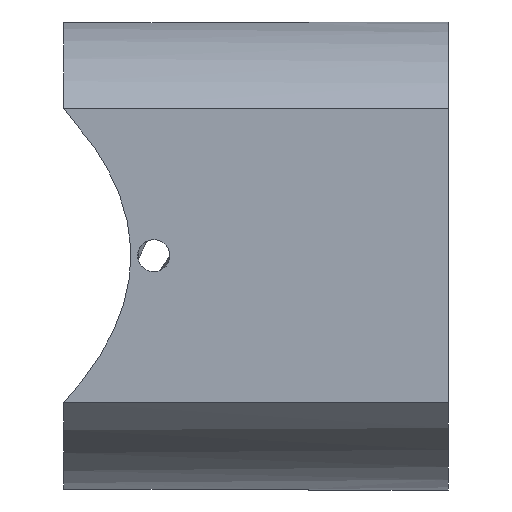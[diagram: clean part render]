
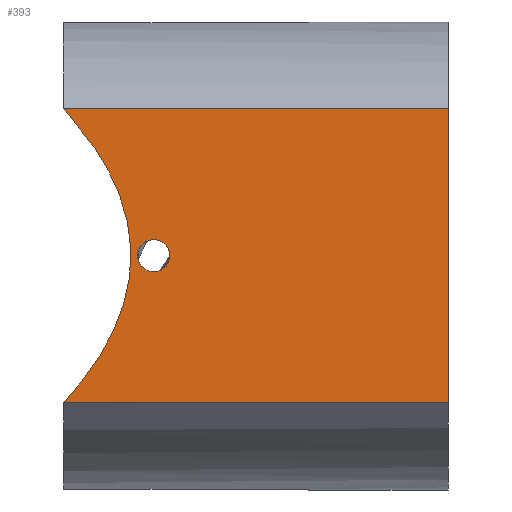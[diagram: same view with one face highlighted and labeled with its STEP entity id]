
A CAD part, top view. The second image highlights one B-rep face of the part: STEP entity #393.
In plain terms, the highlighted face is planar.
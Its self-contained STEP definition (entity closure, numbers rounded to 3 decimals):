
#164 = VERTEX_POINT('',#165);
#165 = CARTESIAN_POINT('',(-0.591,1.373,1.7));
#172 = EDGE_CURVE('',#164,#173,#175,.T.);
#173 = VERTEX_POINT('',#174);
#174 = CARTESIAN_POINT('',(-0.591,-1.373,1.7));
#175 = B_SPLINE_CURVE_WITH_KNOTS('',6,(#176,#177,#178,#179,#180,#181,
    #182,#183,#184,#185,#186,#187,#188,#189,#190,#191,#192,#193,#194,
    #195,#196,#197,#198,#199,#200,#201,#202,#203,#204,#205,#206,#207,
    #208,#209,#210,#211,#212,#213,#214,#215,#216,#217),.UNSPECIFIED.,.F.
  ,.F.,(7,5,5,5,5,5,5,5,7),(0.,0.239,0.332,
    0.385,0.5,0.615,0.669,
    0.761,1.),.UNSPECIFIED.);
#176 = CARTESIAN_POINT('',(-0.591,1.373,1.7));
#177 = CARTESIAN_POINT('',(-0.507,1.281,1.7));
#178 = CARTESIAN_POINT('',(-0.427,1.186,1.7));
#179 = CARTESIAN_POINT('',(-0.351,1.087,1.7));
#180 = CARTESIAN_POINT('',(-0.281,0.985,1.7));
#181 = CARTESIAN_POINT('',(-0.217,0.88,1.7));
#182 = CARTESIAN_POINT('',(-0.139,0.728,1.7));
#183 = CARTESIAN_POINT('',(-0.118,0.684,1.7));
#184 = CARTESIAN_POINT('',(-0.099,0.64,1.7));
#185 = CARTESIAN_POINT('',(-0.08,0.595,1.7));
#186 = CARTESIAN_POINT('',(-0.064,0.55,1.7));
#187 = CARTESIAN_POINT('',(-0.04,0.479,1.7));
#188 = CARTESIAN_POINT('',(-0.031,0.453,1.7));
#189 = CARTESIAN_POINT('',(-0.024,0.427,1.7));
#190 = CARTESIAN_POINT('',(-0.017,0.401,1.7));
#191 = CARTESIAN_POINT('',(-0.01,0.375,1.7));
#192 = CARTESIAN_POINT('',(0.009,0.291,1.7));
#193 = CARTESIAN_POINT('',(0.02,0.233,1.7));
#194 = CARTESIAN_POINT('',(0.028,0.175,1.7));
#195 = CARTESIAN_POINT('',(0.034,0.117,1.7));
#196 = CARTESIAN_POINT('',(0.037,0.058,1.7));
#197 = CARTESIAN_POINT('',(0.037,-0.059,1.7));
#198 = CARTESIAN_POINT('',(0.034,-0.117,1.7));
#199 = CARTESIAN_POINT('',(0.028,-0.176,1.7));
#200 = CARTESIAN_POINT('',(0.02,-0.234,1.7));
#201 = CARTESIAN_POINT('',(0.01,-0.291,1.7));
#202 = CARTESIAN_POINT('',(-0.01,-0.375,1.7));
#203 = CARTESIAN_POINT('',(-0.017,-0.402,1.7));
#204 = CARTESIAN_POINT('',(-0.024,-0.429,1.7));
#205 = CARTESIAN_POINT('',(-0.032,-0.456,1.7));
#206 = CARTESIAN_POINT('',(-0.041,-0.483,1.7));
#207 = CARTESIAN_POINT('',(-0.065,-0.554,1.7));
#208 = CARTESIAN_POINT('',(-0.082,-0.598,1.7));
#209 = CARTESIAN_POINT('',(-0.1,-0.642,1.7));
#210 = CARTESIAN_POINT('',(-0.119,-0.685,1.7));
#211 = CARTESIAN_POINT('',(-0.139,-0.728,1.7));
#212 = CARTESIAN_POINT('',(-0.217,-0.88,1.7));
#213 = CARTESIAN_POINT('',(-0.281,-0.985,1.7));
#214 = CARTESIAN_POINT('',(-0.351,-1.087,1.7));
#215 = CARTESIAN_POINT('',(-0.427,-1.186,1.7));
#216 = CARTESIAN_POINT('',(-0.507,-1.281,1.7));
#217 = CARTESIAN_POINT('',(-0.591,-1.373,1.7));
#315 = EDGE_CURVE('',#164,#316,#318,.T.);
#316 = VERTEX_POINT('',#317);
#317 = CARTESIAN_POINT('',(3.,1.373,1.7));
#318 = LINE('',#319,#320);
#319 = CARTESIAN_POINT('',(-0.591,1.373,1.7));
#320 = VECTOR('',#321,1.);
#321 = DIRECTION('',(1.,0.,0.));
#355 = EDGE_CURVE('',#173,#356,#358,.T.);
#356 = VERTEX_POINT('',#357);
#357 = CARTESIAN_POINT('',(3.,-1.373,1.7));
#358 = LINE('',#359,#360);
#359 = CARTESIAN_POINT('',(-0.591,-1.373,1.7));
#360 = VECTOR('',#361,1.);
#361 = DIRECTION('',(1.,0.,0.));
#393 = ADVANCED_FACE('',(#394,#405),#416,.T.);
#394 = FACE_BOUND('',#395,.T.);
#395 = EDGE_LOOP('',(#396,#397,#398,#404));
#396 = ORIENTED_EDGE('',*,*,#172,.T.);
#397 = ORIENTED_EDGE('',*,*,#355,.T.);
#398 = ORIENTED_EDGE('',*,*,#399,.T.);
#399 = EDGE_CURVE('',#356,#316,#400,.T.);
#400 = LINE('',#401,#402);
#401 = CARTESIAN_POINT('',(3.,-2.185,1.7));
#402 = VECTOR('',#403,1.);
#403 = DIRECTION('',(0.,1.,0.));
#404 = ORIENTED_EDGE('',*,*,#315,.F.);
#405 = FACE_BOUND('',#406,.T.);
#406 = EDGE_LOOP('',(#407));
#407 = ORIENTED_EDGE('',*,*,#408,.F.);
#408 = EDGE_CURVE('',#409,#409,#411,.T.);
#409 = VERTEX_POINT('',#410);
#410 = CARTESIAN_POINT('',(0.4,0.,1.7));
#411 = CIRCLE('',#412,0.15);
#412 = AXIS2_PLACEMENT_3D('',#413,#414,#415);
#413 = CARTESIAN_POINT('',(0.25,0.,1.7));
#414 = DIRECTION('',(0.,0.,1.));
#415 = DIRECTION('',(1.,0.,0.));
#416 = PLANE('',#417);
#417 = AXIS2_PLACEMENT_3D('',#418,#419,#420);
#418 = CARTESIAN_POINT('',(-0.591,-2.185,1.7));
#419 = DIRECTION('',(0.,0.,1.));
#420 = DIRECTION('',(1.,0.,0.));
